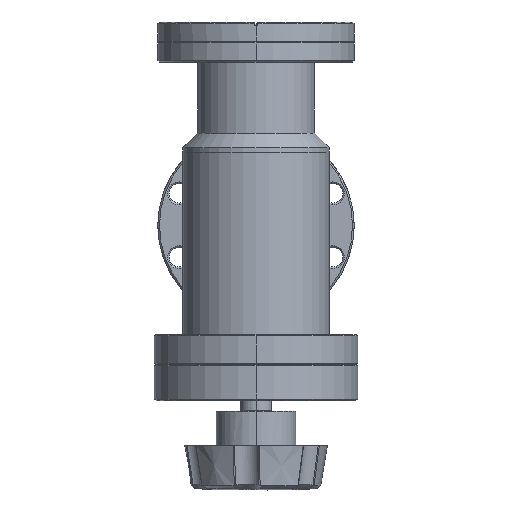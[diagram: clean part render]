
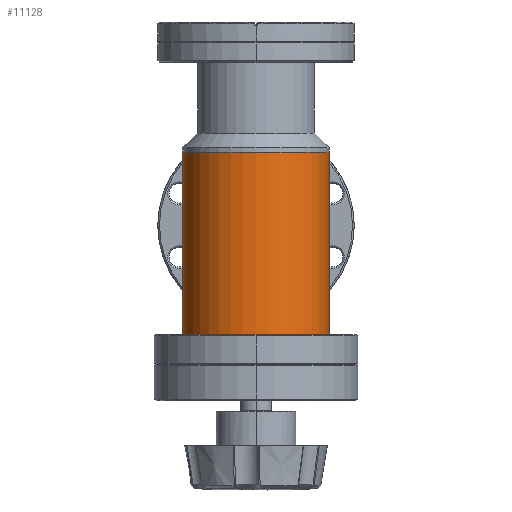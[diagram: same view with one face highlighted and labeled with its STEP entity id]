
A CAD part, front view. The second image highlights one B-rep face of the part: STEP entity #11128.
In plain terms, the highlighted cylindrical face has radius 31.75 mm (diameter 63.5 mm), a partial arc.
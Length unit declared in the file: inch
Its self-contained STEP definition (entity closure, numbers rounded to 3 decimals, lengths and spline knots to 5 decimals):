
#460 = EDGE_CURVE ( 'NONE', #17065, #10083, #16996, .T. ) ;
#707 = VERTEX_POINT ( 'NONE', #1443 ) ;
#874 = VECTOR ( 'NONE', #2140, 39.37008 ) ;
#1443 = CARTESIAN_POINT ( 'NONE',  ( 1.25, 0., -3.165 ) ) ;
#1737 = CARTESIAN_POINT ( 'NONE',  ( -1.25, 0., -3.165 ) ) ;
#1823 = CYLINDRICAL_SURFACE ( 'NONE', #4385, 1.25 ) ;
#2140 = DIRECTION ( 'NONE',  ( 0., 0., 1. ) ) ;
#2246 = CARTESIAN_POINT ( 'NONE',  ( 0., 0., -3.185 ) ) ;
#3069 = EDGE_CURVE ( 'NONE', #13633, #10083, #4972, .T. ) ;
#3520 = CARTESIAN_POINT ( 'NONE',  ( -1.25, 0., -3.185 ) ) ;
#3560 = DIRECTION ( 'NONE',  ( 0., 0., 1. ) ) ;
#3603 = DIRECTION ( 'NONE',  ( 0., 0., 1. ) ) ;
#4385 = AXIS2_PLACEMENT_3D ( 'NONE', #2246, #3603, #10479 ) ;
#4584 = CARTESIAN_POINT ( 'NONE',  ( 1.25, 0., -3.185 ) ) ;
#4600 = EDGE_CURVE ( 'NONE', #707, #17065, #10098, .T. ) ;
#4972 = LINE ( 'NONE', #3520, #874 ) ;
#5015 = DIRECTION ( 'NONE',  ( 0., 0., -1. ) ) ;
#5594 = VECTOR ( 'NONE', #10105, 39.37008 ) ;
#6475 = EDGE_LOOP ( 'NONE', ( #16658, #13896, #11275, #13077 ) ) ;
#7211 = AXIS2_PLACEMENT_3D ( 'NONE', #14607, #5015, #13241 ) ;
#9556 = FACE_OUTER_BOUND ( 'NONE', #6475, .T. ) ;
#10083 = VERTEX_POINT ( 'NONE', #17487 ) ;
#10098 = LINE ( 'NONE', #4584, #5594 ) ;
#10105 = DIRECTION ( 'NONE',  ( 0., 0., 1. ) ) ;
#10479 = DIRECTION ( 'NONE',  ( 1., 0., 0. ) ) ;
#11128 = ADVANCED_FACE ( 'NONE', ( #9556 ), #1823, .T. ) ;
#11275 = ORIENTED_EDGE ( 'NONE', *, *, #4600, .T. ) ;
#11603 = AXIS2_PLACEMENT_3D ( 'NONE', #11805, #3560, #13188 ) ;
#11738 = CIRCLE ( 'NONE', #11603, 1.25 ) ;
#11805 = CARTESIAN_POINT ( 'NONE',  ( 0., 0., -3.165 ) ) ;
#13077 = ORIENTED_EDGE ( 'NONE', *, *, #460, .T. ) ;
#13188 = DIRECTION ( 'NONE',  ( 1., 0., 0. ) ) ;
#13241 = DIRECTION ( 'NONE',  ( 1., 0., 0. ) ) ;
#13633 = VERTEX_POINT ( 'NONE', #1737 ) ;
#13896 = ORIENTED_EDGE ( 'NONE', *, *, #14714, .T. ) ;
#14607 = CARTESIAN_POINT ( 'NONE',  ( 0., 0., 0. ) ) ;
#14714 = EDGE_CURVE ( 'NONE', #13633, #707, #11738, .T. ) ;
#16658 = ORIENTED_EDGE ( 'NONE', *, *, #3069, .F. ) ;
#16996 = CIRCLE ( 'NONE', #7211, 1.25 ) ;
#17039 = CARTESIAN_POINT ( 'NONE',  ( 1.25, 0., 0. ) ) ;
#17065 = VERTEX_POINT ( 'NONE', #17039 ) ;
#17487 = CARTESIAN_POINT ( 'NONE',  ( -1.25, 0., 0. ) ) ;
